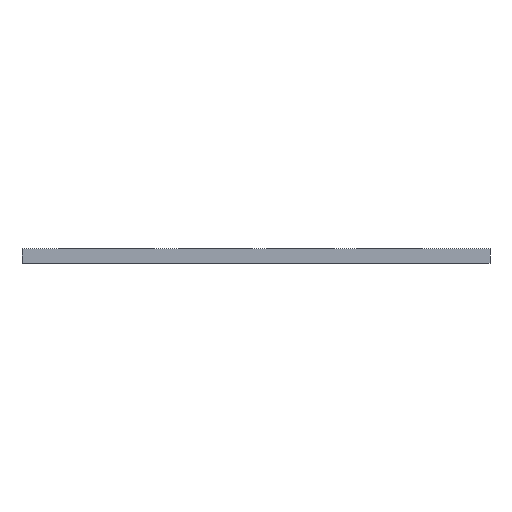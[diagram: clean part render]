
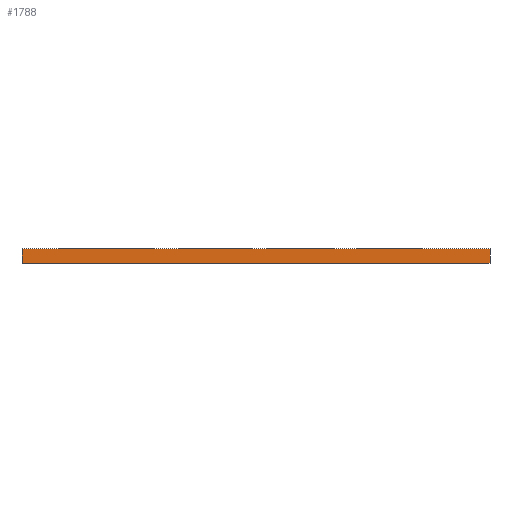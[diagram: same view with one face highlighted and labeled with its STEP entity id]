
A CAD part, front view. The second image highlights one B-rep face of the part: STEP entity #1788.
In plain terms, the highlighted planar face has unit normal (0, -1, 0).
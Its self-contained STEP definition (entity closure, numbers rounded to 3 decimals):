
#106=PLANE('',#1900);
#192=FACE_OUTER_BOUND('',#314,.T.);
#314=EDGE_LOOP('',(#1627,#1628,#1629,#1630));
#355=LINE('',#2409,#589);
#434=LINE('',#2566,#668);
#566=LINE('',#2821,#800);
#567=LINE('',#2822,#801);
#589=VECTOR('',#1977,100.);
#668=VECTOR('',#2060,100.);
#800=VECTOR('',#2302,3.);
#801=VECTOR('',#2303,3.);
#835=VERTEX_POINT('',#2407);
#836=VERTEX_POINT('',#2408);
#911=VERTEX_POINT('',#2563);
#912=VERTEX_POINT('',#2565);
#1007=EDGE_CURVE('',#835,#836,#355,.T.);
#1086=EDGE_CURVE('',#912,#911,#434,.T.);
#1222=EDGE_CURVE('',#912,#835,#566,.T.);
#1223=EDGE_CURVE('',#911,#836,#567,.T.);
#1627=ORIENTED_EDGE('',*,*,#1007,.F.);
#1628=ORIENTED_EDGE('',*,*,#1222,.F.);
#1629=ORIENTED_EDGE('',*,*,#1086,.T.);
#1630=ORIENTED_EDGE('',*,*,#1223,.T.);
#1788=ADVANCED_FACE('',(#192),#106,.T.);
#1900=AXIS2_PLACEMENT_3D('',#2820,#2300,#2301);
#1977=DIRECTION('',(1.,0.,0.));
#2060=DIRECTION('',(1.,0.,0.));
#2300=DIRECTION('center_axis',(0.,-1.,0.));
#2301=DIRECTION('ref_axis',(1.,0.,0.));
#2302=DIRECTION('',(0.,0.,1.));
#2303=DIRECTION('',(0.,0.,1.));
#2407=CARTESIAN_POINT('',(85.62,-145.,58.6));
#2408=CARTESIAN_POINT('',(185.62,-145.,58.6));
#2409=CARTESIAN_POINT('',(85.62,-145.,58.6));
#2563=CARTESIAN_POINT('',(185.62,-145.,55.6));
#2565=CARTESIAN_POINT('',(85.62,-145.,55.6));
#2566=CARTESIAN_POINT('',(85.62,-145.,55.6));
#2820=CARTESIAN_POINT('Origin',(135.62,-145.,55.6));
#2821=CARTESIAN_POINT('',(85.62,-145.,55.6));
#2822=CARTESIAN_POINT('',(185.62,-145.,55.6));
